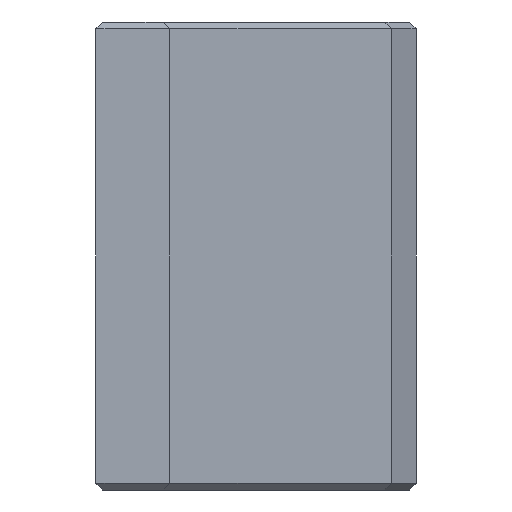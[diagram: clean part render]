
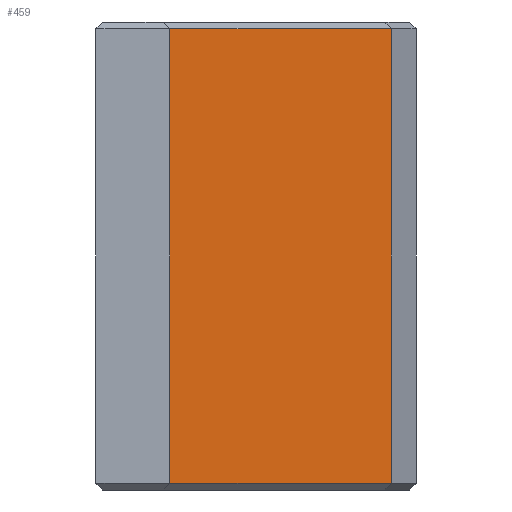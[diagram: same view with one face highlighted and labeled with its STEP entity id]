
A CAD part, left-side view. The second image highlights one B-rep face of the part: STEP entity #459.
In plain terms, the highlighted planar face has unit normal (-1, 0, 0).
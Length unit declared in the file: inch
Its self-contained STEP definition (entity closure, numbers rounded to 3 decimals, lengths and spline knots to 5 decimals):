
#306 = EDGE_CURVE ( 'NONE', #307, #310, #3263, .T. ) ;
#307 = VERTEX_POINT ( 'NONE', #3259 ) ;
#310 = VERTEX_POINT ( 'NONE', #3318 ) ;
#345 = VERTEX_POINT ( 'NONE', #3385 ) ;
#346 = ORIENTED_EDGE ( 'NONE', *, *, #356, .T. ) ;
#356 = EDGE_CURVE ( 'NONE', #345, #307, #3370, .T. ) ;
#382 = ORIENTED_EDGE ( 'NONE', *, *, #383, .F. ) ;
#383 = EDGE_CURVE ( 'NONE', #345, #385, #3435, .T. ) ;
#385 = VERTEX_POINT ( 'NONE', #3431 ) ;
#386 = ORIENTED_EDGE ( 'NONE', *, *, #306, .T. ) ;
#387 = EDGE_CURVE ( 'NONE', #310, #385, #3430, .T. ) ;
#389 = ORIENTED_EDGE ( 'NONE', *, *, #387, .T. ) ;
#459 = ADVANCED_FACE ( 'NONE', ( #3625 ), #3624, .F. ) ;
#463 = EDGE_LOOP ( 'NONE', ( #386, #389, #382, #346 ) ) ;
#3259 = CARTESIAN_POINT ( 'NONE',  ( -0.5, 0.21875, 0.57708 ) ) ;
#3260 = DIRECTION ( 'NONE',  ( 0., 0., -1. ) ) ;
#3261 = VECTOR ( 'NONE', #3260, 39.37008 ) ;
#3262 = CARTESIAN_POINT ( 'NONE',  ( -0.5, 0.21875, 0.59375 ) ) ;
#3263 = LINE ( 'NONE', #3262, #3261 ) ;
#3318 = CARTESIAN_POINT ( 'NONE',  ( -0.5, 0.21875, -0.57708 ) ) ;
#3366 = DIRECTION ( 'NONE',  ( 0., 1., 0. ) ) ;
#3367 = VECTOR ( 'NONE', #3366, 39.37008 ) ;
#3368 = CARTESIAN_POINT ( 'NONE',  ( -0.5, 0.21875, 0.57708 ) ) ;
#3370 = LINE ( 'NONE', #3368, #3367 ) ;
#3385 = CARTESIAN_POINT ( 'NONE',  ( -0.5, -0.34375, 0.57708 ) ) ;
#3427 = DIRECTION ( 'NONE',  ( 0., -1., 0. ) ) ;
#3428 = VECTOR ( 'NONE', #3427, 39.37008 ) ;
#3429 = CARTESIAN_POINT ( 'NONE',  ( -0.5, 0.21875, -0.57708 ) ) ;
#3430 = LINE ( 'NONE', #3429, #3428 ) ;
#3431 = CARTESIAN_POINT ( 'NONE',  ( -0.5, -0.34375, -0.57708 ) ) ;
#3432 = DIRECTION ( 'NONE',  ( 0., 0., -1. ) ) ;
#3433 = VECTOR ( 'NONE', #3432, 39.37008 ) ;
#3434 = CARTESIAN_POINT ( 'NONE',  ( -0.5, -0.34375, 0.59375 ) ) ;
#3435 = LINE ( 'NONE', #3434, #3433 ) ;
#3619 = DIRECTION ( 'NONE',  ( 0., 1., 0. ) ) ;
#3620 = DIRECTION ( 'NONE',  ( 1., 0., 0. ) ) ;
#3622 = CARTESIAN_POINT ( 'NONE',  ( -0.5, 0.21875, 0.59375 ) ) ;
#3623 = AXIS2_PLACEMENT_3D ( 'NONE', #3622, #3620, #3619 ) ;
#3624 = PLANE ( 'NONE',  #3623 ) ;
#3625 = FACE_OUTER_BOUND ( 'NONE', #463, .T. ) ;
